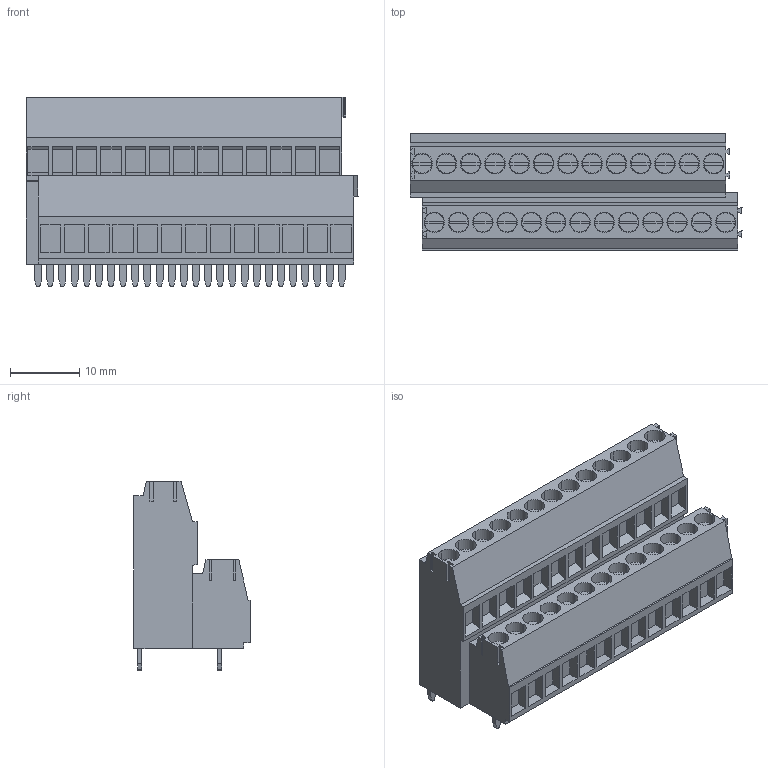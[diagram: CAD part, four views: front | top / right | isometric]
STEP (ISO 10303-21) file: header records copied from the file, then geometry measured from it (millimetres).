
FILE_DESCRIPTION(('CATIA V5 STEP Exchange','CAx-IF Rec.Pracs.--- Model Styling and Organization---1.4--- 2014-01-23'),'2;1');
FILE_NAME ('D1454728_1_1703810000_1703810000.stp','2023-03-16T07:47:12+00:00',('none'),('Weidmueller'),'CATIA Version 5-6 Release 2016 SP3 HF44','CATIA V5 STEP AP214','none');
FILE_SCHEMA(('AUTOMOTIVE_DESIGN { 1 0 10303 214 1 1 1 1 }'));
Length unit declared in the file: millimetre
Products named in the file (1): 1703810000
Bounding box: 47.85 x 16.75 x 27.3 mm (x, y, z)
Volume: 12483.7 mm3; surface area: 7067.8 mm2
Topology: 53 solids, 53 shells, 760 faces, 1770 edges, 1181 vertices
Faces by surface type: plane 604, cylinder 156
Entity records: 19486 total; most frequent: ORIENTED_EDGE 3540, CARTESIAN_POINT 3471, DIRECTION 2576, EDGE_CURVE 1770, VECTOR 1350, LINE 1350, VERTEX_POINT 1181, EDGE_LOOP 825
